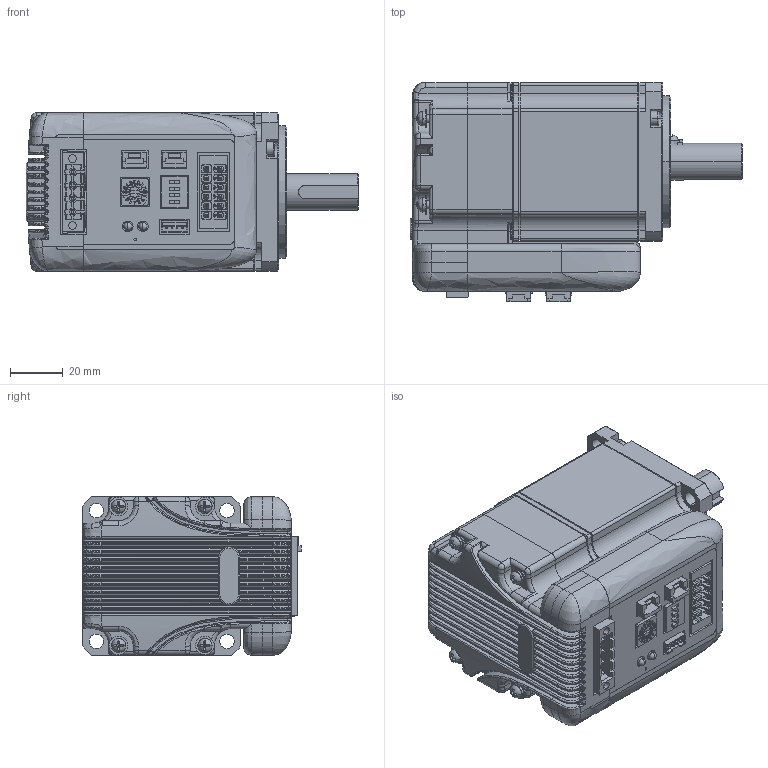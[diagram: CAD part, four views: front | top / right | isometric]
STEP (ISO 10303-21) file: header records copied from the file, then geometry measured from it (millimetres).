
FILE_DESCRIPTION(('HOOPS Exchange Step'),'2;1');
FILE_NAME('export-97D43ACD-17BB-4311-BFA7-2E184D7A5CE8.stp','2024-08-12T17:41:07+02:00',('Engineering'),('Alibre'),'HOOPS Exchange 2023.0','Alibre','Unknown authorisation');
FILE_SCHEMA( ('AP242_MANAGED_MODEL_BASED_3D_ENGINEERING_MIM_LF {1 0 10303 442 1 1 4 }') );
Length unit declared in the file: millimetre
Products named in the file (42): 6915-10 iSV2-CAN6020V24H Integrated Servo Motor - 60x60 - 200W; 6915-27 iSV2-CAN6020V24H Integrated Servo Motor - 60x60 - 200W; 6915-32 iSV2-CAN6020V24H Integrated Servo Motor - 60x60 - 200W; 6915-31 iSV2-CAN6020V24H Integrated Servo Motor - 60x60 - 200W; 6915-16 iSV2-CAN6020V24H Integrated Servo Motor - 60x60 - 200W; 6915-26 iSV2-CAN6020V24H Integrated Servo Motor - 60x60 - 200W; 6915-30 iSV2-CAN6020V24H Integrated Servo Motor - 60x60 - 200W; 6915-18  iSV2-CAN6020V24H Integrated Servo Motor - 60x60 - 200W; 6915-21 iSV2-CAN6020V24H Integrated Servo Motor - 60x60 - 200W; 6915-36 iSV2-CAN6020V24H Integrated Servo Motor - 60x60 - 200W; 6915-34 iSV2-CAN6020V24H Integrated Servo Motor - 60x60 - 200W; 6915-9 iSV2-CAN6020V24H Integrated Servo Motor - 60x60 - 200W; 6915-25 iSV2-CAN6020V24H Integrated Servo Motor - 60x60 - 200W; 6915-33  iSV2-CAN6020V24H Integrated Servo Motor - 60x60 - 200W; 6915-38 iSV2-CAN6020V24H Integrated Servo Motor - 60x60 - 200W; 6915-20  iSV2-CAN6020V24H Integrated Servo Motor - 60x60 - 200W; 6915-4 iSV2-CAN6020V24H Integrated Servo Motor - 60x60 - 200W; 6915-35 iSV2-CAN6020V24H Integrated Servo Motor - 60x60 - 200W; 6915-6 iSV2-CAN6020V24H Integrated Servo Motor - 60x60 - 200W; 6915-19  iSV2-CAN6020V24H Integrated Servo Motor - 60x60 - 200W; 6915-12 iSV2-CAN6020V24H Integrated Servo Motor - 60x60 - 200W; 6915-1 iSV2-CAN6020V24H Integrated Servo Motor - 60x60 - 200W; 6915-3 iSV2-CAN6020V24H Integrated Servo Motor - 60x60 - 200W; 6915-22  iSV2-CAN6020V24H Integrated Servo Motor - 60x60 - 200W; 6915-24 iSV2-CAN6020V24H Integrated Servo Motor - 60x60 - 200W; 6915-29 iSV2-CAN6020V24H Integrated Servo Motor - 60x60 - 200W; 6915-15 iSV2-CAN6020V24H Integrated Servo Motor - 60x60 - 200W; 6915-8 iSV2-CAN6020V24H Integrated Servo Motor - 60x60 - 200W; 6915-23 iSV2-CAN6020V24H Integrated Servo Motor - 60x60 - 200W; 6915-17 iSV2-CAN6020V24H Integrated Servo Motor - 60x60 - 200W; 6915-11 iSV2-CAN6020V24H Integrated Servo Motor - 60x60 - 200W; 6915-14 iSV2-CAN6020V24H Integrated Servo Motor - 60x60 - 200W; 6915-5 iSV2-CAN6020V24H Integrated Servo Motor - 60x60 - 200W; 6915-7 iSV2-CAN6020V24H Integrated Servo Motor - 60x60 - 200W; 6915-28  iSV2-CAN6020V24H Integrated Servo Motor - 60x60 - 200W1; 6915-13 iSV2-CAN6020V24H Integrated Servo Motor - 60x60 - 200W; 6915-37 iSV2-CAN6020V24H Integrated Servo Motor - 60x60 - 200W; 6915-2 iSV2-CAN6020V24H Integrated Servo Motor - 60x60 - 200W; 6915 iSV2-CAN6020V24H Integrated Servo Motor - 60x60 - 200W
Assembly tree (51 placements, depth 6):
  6915 iSV2-CAN6020V24H Integrated Servo Motor - 60x60 - 200W
    6915-1 iSV2-CAN6020V24H Integrated Servo Motor - 60x60 - 200W
      6915-12 iSV2-CAN6020V24H Integrated Servo Motor - 60x60 - 200W
        6915-6 iSV2-CAN6020V24H Integrated Servo Motor - 60x60 - 200W
          6915-27 iSV2-CAN6020V24H Integrated Servo Motor - 60x60 - 200W
            6915-10 iSV2-CAN6020V24H Integrated Servo Motor - 60x60 - 200W
          6915-9 iSV2-CAN6020V24H Integrated Servo Motor - 60x60 - 200W
            6915-32 iSV2-CAN6020V24H Integrated Servo Motor - 60x60 - 200W
            6915-31 iSV2-CAN6020V24H Integrated Servo Motor - 60x60 - 200W
            6915-16 iSV2-CAN6020V24H Integrated Servo Motor - 60x60 - 200W
            6915-26 iSV2-CAN6020V24H Integrated Servo Motor - 60x60 - 200W
            6915-30 iSV2-CAN6020V24H Integrated Servo Motor - 60x60 - 200W
            6915-18  iSV2-CAN6020V24H Integrated Servo Motor - 60x60 - 200W
            6915-21 iSV2-CAN6020V24H Integrated Servo Motor - 60x60 - 200W  x2
            6915-36 iSV2-CAN6020V24H Integrated Servo Motor - 60x60 - 200W
            6915-34 iSV2-CAN6020V24H Integrated Servo Motor - 60x60 - 200W
          6915-25 iSV2-CAN6020V24H Integrated Servo Motor - 60x60 - 200W
          6915-4 iSV2-CAN6020V24H Integrated Servo Motor - 60x60 - 200W
            6915-33  iSV2-CAN6020V24H Integrated Servo Motor - 60x60 - 200W
            6915-38 iSV2-CAN6020V24H Integrated Servo Motor - 60x60 - 200W
            6915-20  iSV2-CAN6020V24H Integrated Servo Motor - 60x60 - 200W
          6915-4 iSV2-CAN6020V24H Integrated Servo Motor - 60x60 - 200W
            6915-33  iSV2-CAN6020V24H Integrated Servo Motor - 60x60 - 200W
            6915-38 iSV2-CAN6020V24H Integrated Servo Motor - 60x60 - 200W
            6915-20  iSV2-CAN6020V24H Integrated Servo Motor - 60x60 - 200W
          6915-4 iSV2-CAN6020V24H Integrated Servo Motor - 60x60 - 200W
            6915-33  iSV2-CAN6020V24H Integrated Servo Motor - 60x60 - 200W
            6915-38 iSV2-CAN6020V24H Integrated Servo Motor - 60x60 - 200W
            6915-20  iSV2-CAN6020V24H Integrated Servo Motor - 60x60 - 200W
          6915-4 iSV2-CAN6020V24H Integrated Servo Motor - 60x60 - 200W
            6915-33  iSV2-CAN6020V24H Integrated Servo Motor - 60x60 - 200W
            6915-38 iSV2-CAN6020V24H Integrated Servo Motor - 60x60 - 200W
            6915-20  iSV2-CAN6020V24H Integrated Servo Motor - 60x60 - 200W
          6915-35 iSV2-CAN6020V24H Integrated Servo Motor - 60x60 - 200W
        6915-19  iSV2-CAN6020V24H Integrated Servo Motor - 60x60 - 200W
    6915-2 iSV2-CAN6020V24H Integrated Servo Motor - 60x60 - 200W
      6915-37 iSV2-CAN6020V24H Integrated Servo Motor - 60x60 - 200W
        6915-3 iSV2-CAN6020V24H Integrated Servo Motor - 60x60 - 200W
        6915-22  iSV2-CAN6020V24H Integrated Servo Motor - 60x60 - 200W
        6915-24 iSV2-CAN6020V24H Integrated Servo Motor - 60x60 - 200W
        6915-29 iSV2-CAN6020V24H Integrated Servo Motor - 60x60 - 200W
        6915-15 iSV2-CAN6020V24H Integrated Servo Motor - 60x60 - 200W
        6915-8 iSV2-CAN6020V24H Integrated Servo Motor - 60x60 - 200W
        6915-23 iSV2-CAN6020V24H Integrated Servo Motor - 60x60 - 200W
        6915-17 iSV2-CAN6020V24H Integrated Servo Motor - 60x60 - 200W
        6915-11 iSV2-CAN6020V24H Integrated Servo Motor - 60x60 - 200W
        6915-14 iSV2-CAN6020V24H Integrated Servo Motor - 60x60 - 200W
        6915-5 iSV2-CAN6020V24H Integrated Servo Motor - 60x60 - 200W
        6915-7 iSV2-CAN6020V24H Integrated Servo Motor - 60x60 - 200W
        6915-28  iSV2-CAN6020V24H Integrated Servo Motor - 60x60 - 200W1
        6915-13 iSV2-CAN6020V24H Integrated Servo Motor - 60x60 - 200W
Bounding box: 125.7 x 82.9 x 60 mm (x, y, z)
Volume: 318695.8 mm3; surface area: 155638.1 mm2
Topology: 44 solids, 45 shells, 4065 faces, 10623 edges, 6653 vertices
Faces by surface type: plane 2187, cylinder 960, bspline 404, cone 352, torus 140, sphere 22
Entity records: 137370 total; most frequent: CARTESIAN_POINT 45781, ORIENTED_EDGE 19272, DIRECTION 17239, EDGE_CURVE 9636, VECTOR 6205, LINE 6205, VERTEX_POINT 6116, AXIS2_PLACEMENT_3D 5517
